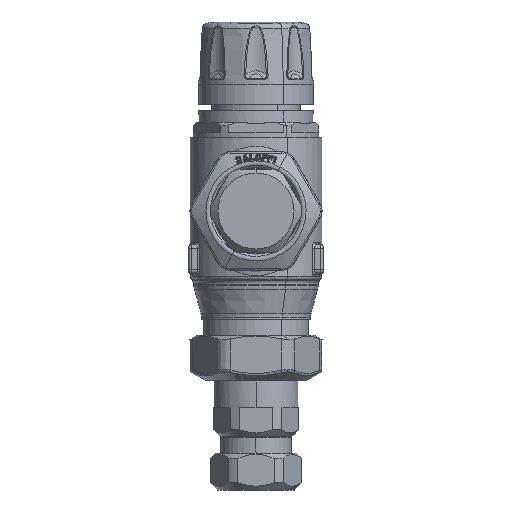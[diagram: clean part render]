
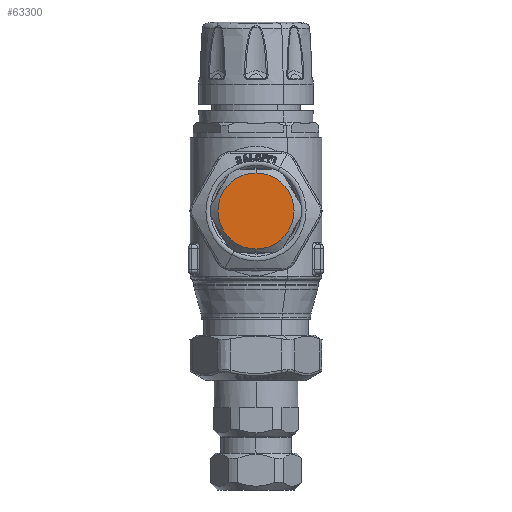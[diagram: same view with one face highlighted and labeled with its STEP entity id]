
A CAD part, front view. The second image highlights one B-rep face of the part: STEP entity #63300.
In plain terms, the highlighted planar face has unit normal (0, -1, 0).
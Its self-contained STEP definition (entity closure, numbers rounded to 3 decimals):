
#63226=CARTESIAN_POINT('Vertex',(0.,-100.25,-15.)) ;
#63229=CARTESIAN_POINT('Axis2P3D Location',(0.,-100.25,0.)) ;
#63233=CARTESIAN_POINT('Vertex',(0.,-100.25,15.)) ;
#63286=CARTESIAN_POINT('Axis2P3D Location',(0.,-100.25,15.)) ;
#63291=CARTESIAN_POINT('Axis2P3D Location',(0.,-100.25,0.)) ;
#63230=DIRECTION('Axis2P3D Direction',(-0.,1.,0.)) ;
#63287=DIRECTION('Axis2P3D Direction',(0.,-1.,0.)) ;
#63288=DIRECTION('Axis2P3D XDirection',(1.,0.,0.)) ;
#63292=DIRECTION('Axis2P3D Direction',(0.,-1.,0.)) ;
#63231=AXIS2_PLACEMENT_3D('Circle Axis2P3D',#63229,#63230,$) ;
#63289=AXIS2_PLACEMENT_3D('Plane Axis2P3D',#63286,#63287,#63288) ;
#63293=AXIS2_PLACEMENT_3D('Circle Axis2P3D',#63291,#63292,$) ;
#63232=CIRCLE('generated circle',#63231,15.) ;
#63294=CIRCLE('generated circle',#63293,15.) ;
#63290=PLANE('',#63289) ;
#63235=EDGE_CURVE('',#63234,#63227,#63232,.F.) ;
#63295=EDGE_CURVE('',#63227,#63234,#63294,.T.) ;
#63297=ORIENTED_EDGE('',*,*,#63295,.T.) ;
#63298=ORIENTED_EDGE('',*,*,#63235,.T.) ;
#63296=EDGE_LOOP('',(#63297,#63298)) ;
#63227=VERTEX_POINT('',#63226) ;
#63234=VERTEX_POINT('',#63233) ;
#63300=ADVANCED_FACE('PartBody',(#63299),#63290,.T.) ;
#63299=FACE_OUTER_BOUND('',#63296,.T.) ;
